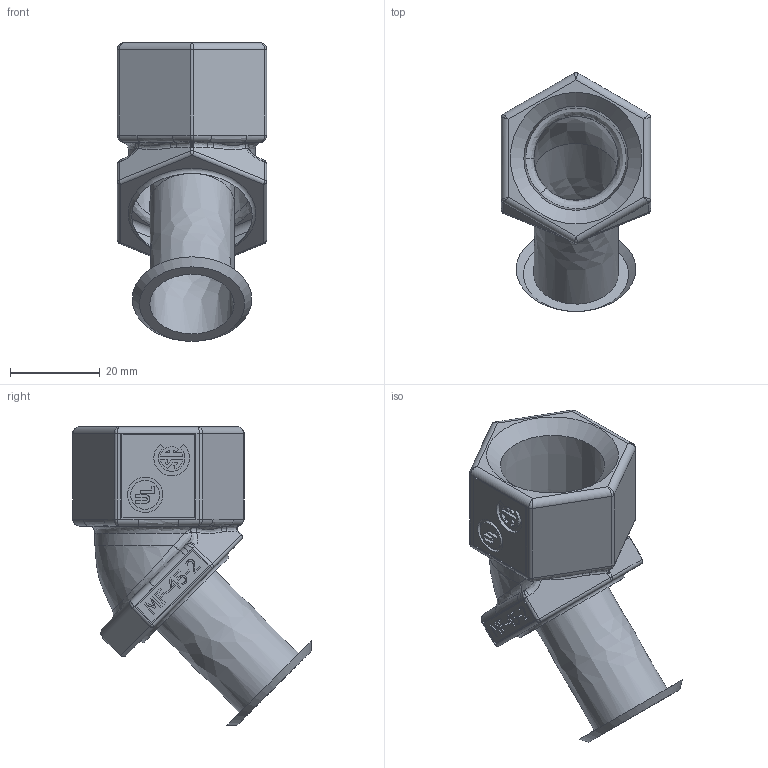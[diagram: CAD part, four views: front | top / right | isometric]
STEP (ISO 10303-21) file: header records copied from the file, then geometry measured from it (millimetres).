
FILE_DESCRIPTION(/* description */ (''),/* implementation_level */ '2;1');
FILE_NAME(/* name */ 'MF-45-2.ipt.stp',/* time_stamp */ '2021-03-17T11:49:27+05:00',/* author */ ('CJM'),/* organization */ (''),/* preprocessor_version */ 'ST-DEVELOPER v18',/* originating_system */ 'Autodesk Inventor 2020',/* authorisation */ '');
FILE_SCHEMA (('AUTOMOTIVE_DESIGN { 1 0 10303 214 3 1 1 }'));
Length unit declared in the file: inch
Products named in the file (1): MF-45-2
Bounding box: 33.34 x 53.25 x 66.67 mm (x, y, z)
Volume: 28223.4 mm3; surface area: 13160.2 mm2
Topology: 1 solids, 1 shells, 1462 faces, 3902 edges, 2546 vertices
Faces by surface type: plane 917, bspline 476, cylinder 58, sphere 6, cone 4, torus 1
Full cylindrical faces by diameter (mm): 6.469 x1, 7.938 x1
Entity records: 49478 total; most frequent: CARTESIAN_POINT 15539, ORIENTED_EDGE 7766, DIRECTION 5103, EDGE_CURVE 3883, LINE 2813, VECTOR 2813, VERTEX_POINT 2546, EDGE_LOOP 1587
